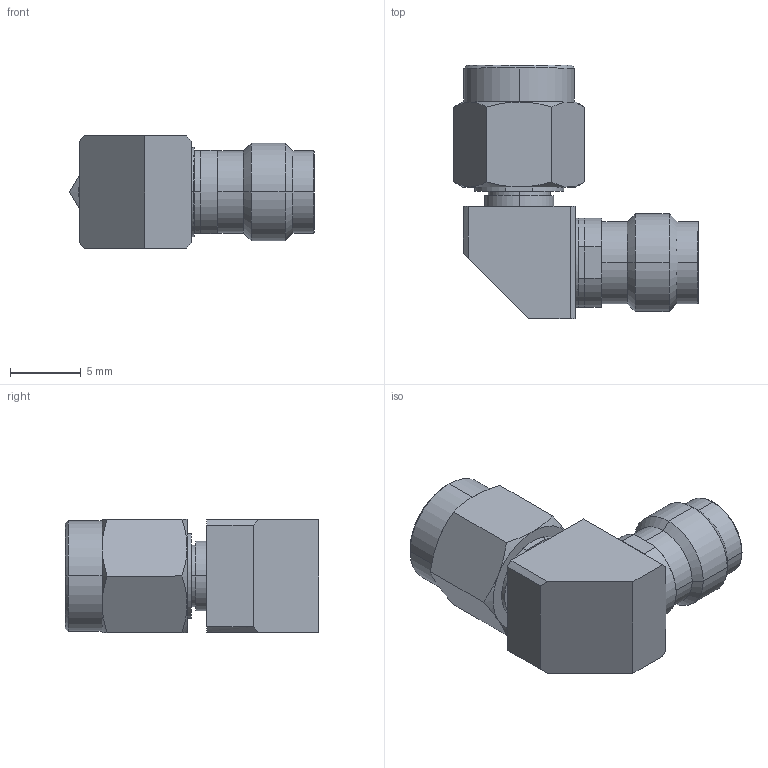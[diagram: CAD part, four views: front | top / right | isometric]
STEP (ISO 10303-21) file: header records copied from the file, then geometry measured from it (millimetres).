
FILE_DESCRIPTION (( 'STEP AP214' ), '1' );
FILE_NAME ('FMAD1555_3D.STEP', '2022-08-04T20:20:26', ( '' ), ( '' ), 'SwSTEP 2.0', 'SolidWorks 2021', '' );
FILE_SCHEMA (( 'AUTOMOTIVE_DESIGN' ));
Length unit declared in the file: millimetre
Products named in the file (4): FMAD1555_3D; Copy of ALS-K8-248-1^FMAD1555; Copy of ALS-K8PC3-12-2--PC3^FMAD1555; Copy of ALS-K3K8-3-TOP^FMAD1555
Assembly tree (3 placements, depth 2):
  FMAD1555_3D
    Copy of ALS-K3K8-3-TOP^FMAD1555
    Copy of ALS-K8PC3-12-2--PC3^FMAD1555
    Copy of ALS-K8-248-1^FMAD1555
Bounding box: 17.26 x 17.9 x 8 mm (x, y, z)
Volume: 1046.3 mm3; surface area: 1203.2 mm2
Topology: 3 solids, 3 shells, 142 faces, 324 edges, 200 vertices
Faces by surface type: cylinder 58, cone 43, plane 39, bspline 2
Entity records: 4208 total; most frequent: CARTESIAN_POINT 810, DIRECTION 736, ORIENTED_EDGE 648, EDGE_CURVE 324, AXIS2_PLACEMENT_3D 302, VERTEX_POINT 200, CIRCLE 156, EDGE_LOOP 154
